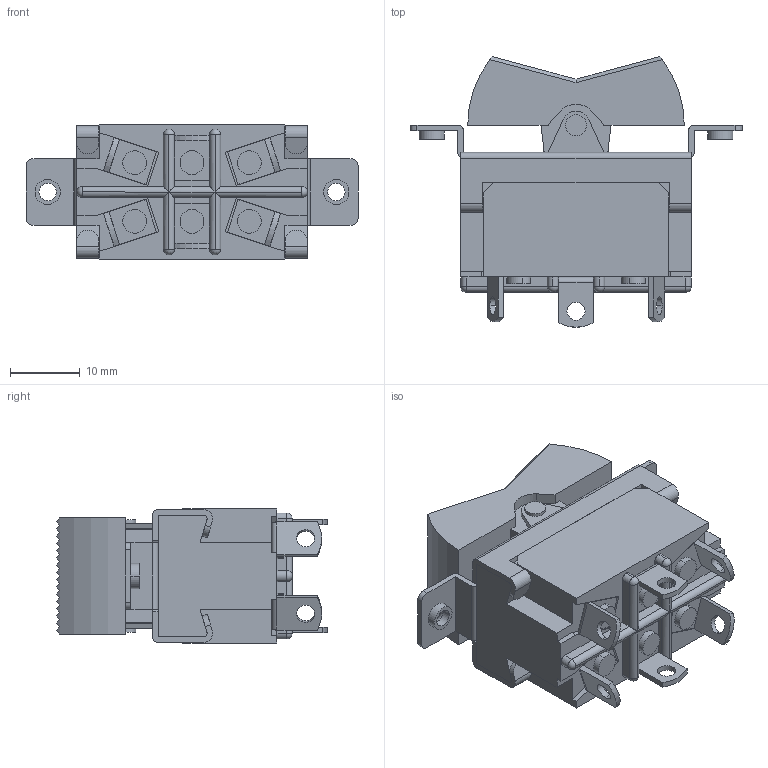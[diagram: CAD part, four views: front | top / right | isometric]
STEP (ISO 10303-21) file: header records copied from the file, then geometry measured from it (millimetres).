
FILE_DESCRIPTION (( 'STEP AP203' ), '1' );
FILE_NAME ('ALP01.STEP', '2020-03-04T04:38:53', ( '' ), ( '' ), 'SwSTEP 2.0', 'SolidWorks 2018', '' );
FILE_SCHEMA (( 'CONFIG_CONTROL_DESIGN' ));
Length unit declared in the file: millimetre
Products named in the file (5): 壓慻 2嬌 1抂巕 (A僔儕乕僘); ALP01; 働乕僗 2嬌 (A僔儕乕僘); 上組 ロッカー(2極) (Aシリーズ); 1端子 (Aシリーズ)
Assembly tree (9 placements, depth 3):
  ALP01
    上組 ロッカー(2極) (Aシリーズ)
    壓慻 2嬌 1抂巕 (A僔儕乕僘)
      働乕僗 2嬌 (A僔儕乕僘)
      1端子 (Aシリーズ)  x6
Bounding box: 47.5 x 38.71 x 19.2 mm (x, y, z)
Volume: 15580.2 mm3; surface area: 8719.4 mm2
Topology: 8 solids, 8 shells, 404 faces, 1015 edges, 645 vertices
Faces by surface type: plane 258, cylinder 136, sphere 6, torus 4
Entity records: 10217 total; most frequent: CARTESIAN_POINT 1877, ORIENTED_EDGE 1628, DIRECTION 1592, EDGE_CURVE 814, VECTOR 556, LINE 556, AXIS2_PLACEMENT_3D 518, VERTEX_POINT 515
